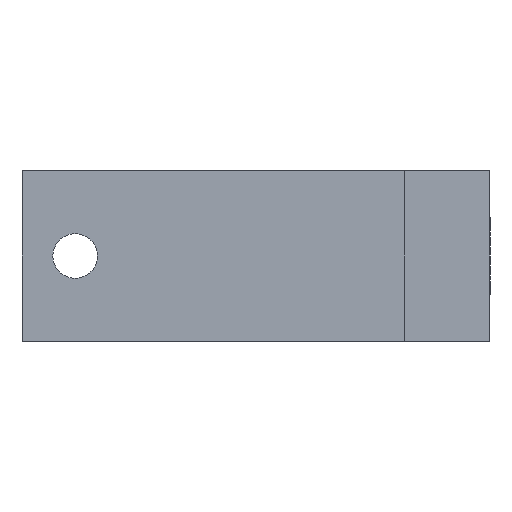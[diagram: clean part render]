
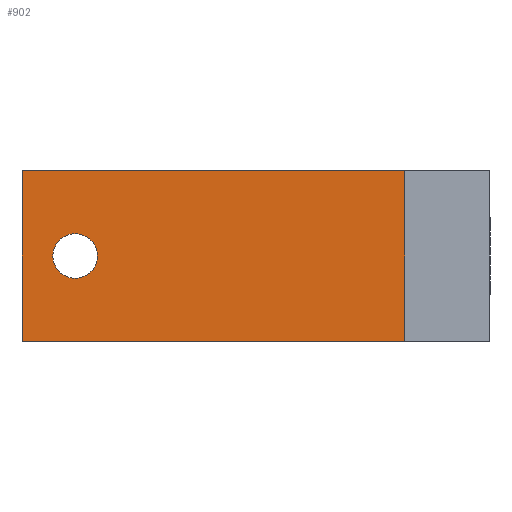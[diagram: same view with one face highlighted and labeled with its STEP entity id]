
A CAD part, front view. The second image highlights one B-rep face of the part: STEP entity #902.
In plain terms, the highlighted planar face has unit normal (0, -1, 0).
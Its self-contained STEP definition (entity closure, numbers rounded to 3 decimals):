
#33=CARTESIAN_POINT('',(-27.0,24.0,0.0));
#34=DIRECTION('',(0.0,0.0,1.0));
#35=DIRECTION('',(1.0,0.0,-0.0));
#36=AXIS2_PLACEMENT_3D('',#33,#34,#35);
#37=PLANE('',#36);
#41=(GEOMETRIC_REPRESENTATION_CONTEXT(2)PARAMETRIC_REPRESENTATION_CONTEXT()REPRESENTATION_CONTEXT('',''));
#82=CARTESIAN_POINT('',(-27.0,24.0,16.0));
#83=DIRECTION('',(0.0,0.0,1.0));
#84=DIRECTION('',(1.0,0.0,-0.0));
#85=AXIS2_PLACEMENT_3D('',#82,#83,#84);
#86=PLANE('',#85);
#104=CARTESIAN_POINT('',(-8.0,11.5,16.0));
#105=DIRECTION('',(1.0,0.0,0.0));
#106=DIRECTION('',(0.0,0.0,-1.0));
#107=AXIS2_PLACEMENT_3D('',#104,#105,#106);
#108=PLANE('',#107);
#130=CARTESIAN_POINT('',(-8.0,11.5,0.0));
#131=VERTEX_POINT('',#130);
#149=CARTESIAN_POINT('',(-44.0,11.5,0.0));
#150=VERTEX_POINT('',#149);
#151=CARTESIAN_POINT('',(-44.0,11.5,16.0));
#152=DIRECTION('',(0.0,1.0,0.0));
#153=DIRECTION('',(0.0,-0.0,1.0));
#154=AXIS2_PLACEMENT_3D('',#151,#152,#153);
#155=PLANE('',#154);
#156=CARTESIAN_POINT('',(-17.0,-12.5));
#157=CARTESIAN_POINT('',(19.0,-12.5));
#158=B_SPLINE_CURVE_WITH_KNOTS('',1,(#156,#157),.UNSPECIFIED.,.F.,.F.,(2,2),(0.0,0.036),.UNSPECIFIED.);
#159=DEFINITIONAL_REPRESENTATION('',(#158),#41);
#160=PCURVE('',#37,#159);
#161=CARTESIAN_POINT('',(-16.0,0.0));
#162=CARTESIAN_POINT('',(-16.0,36.0));
#163=B_SPLINE_CURVE_WITH_KNOTS('',1,(#161,#162),.UNSPECIFIED.,.F.,.F.,(2,2),(0.0,0.036),.UNSPECIFIED.);
#164=DEFINITIONAL_REPRESENTATION('',(#163),#41);
#165=PCURVE('',#155,#164);
#166=CARTESIAN_POINT('',(-44.0,11.5,0.0));
#167=DIRECTION('',(1.0,0.0,-0.0));
#168=VECTOR('',#167,36.0);
#169=LINE('',#166,#168);
#170=INTERSECTION_CURVE('',#169,(#160,#165),.PCURVE_S1.);
#171=EDGE_CURVE('',#150,#131,#170,.T.);
#175=CARTESIAN_POINT('',(-44.0,23.25,16.0));
#176=DIRECTION('',(1.0,0.0,0.0));
#177=DIRECTION('',(0.0,0.0,-1.0));
#178=AXIS2_PLACEMENT_3D('',#175,#176,#177);
#179=PLANE('',#178);
#550=CARTESIAN_POINT('',(-8.0,11.5,16.0));
#551=VERTEX_POINT('',#550);
#712=CARTESIAN_POINT('',(-44.0,11.5,16.0));
#713=VERTEX_POINT('',#712);
#731=CARTESIAN_POINT('',(-17.0,-12.5));
#732=CARTESIAN_POINT('',(19.0,-12.5));
#733=B_SPLINE_CURVE_WITH_KNOTS('',1,(#731,#732),.UNSPECIFIED.,.F.,.F.,(2,2),(0.0,0.036),.UNSPECIFIED.);
#734=DEFINITIONAL_REPRESENTATION('',(#733),#41);
#735=PCURVE('',#86,#734);
#736=CARTESIAN_POINT('',(0.0,0.0));
#737=CARTESIAN_POINT('',(0.0,36.0));
#738=B_SPLINE_CURVE_WITH_KNOTS('',1,(#736,#737),.UNSPECIFIED.,.F.,.F.,(2,2),(0.0,0.036),.UNSPECIFIED.);
#739=DEFINITIONAL_REPRESENTATION('',(#738),#41);
#740=PCURVE('',#155,#739);
#741=CARTESIAN_POINT('',(-44.0,11.5,16.0));
#742=DIRECTION('',(1.0,0.0,-0.0));
#743=VECTOR('',#742,36.0);
#744=LINE('',#741,#743);
#745=INTERSECTION_CURVE('',#744,(#735,#740),.PCURVE_S1.);
#746=EDGE_CURVE('',#713,#551,#745,.T.);
#754=CARTESIAN_POINT('',(0.0,0.0));
#755=CARTESIAN_POINT('',(16.0,0.0));
#756=B_SPLINE_CURVE_WITH_KNOTS('',1,(#754,#755),.UNSPECIFIED.,.F.,.F.,(2,2),(0.0,0.016),.UNSPECIFIED.);
#757=DEFINITIONAL_REPRESENTATION('',(#756),#41);
#758=PCURVE('',#108,#757);
#759=CARTESIAN_POINT('',(0.0,36.0));
#760=CARTESIAN_POINT('',(-16.0,36.0));
#761=B_SPLINE_CURVE_WITH_KNOTS('',1,(#759,#760),.UNSPECIFIED.,.F.,.F.,(2,2),(0.0,0.016),.UNSPECIFIED.);
#762=DEFINITIONAL_REPRESENTATION('',(#761),#41);
#763=PCURVE('',#155,#762);
#764=CARTESIAN_POINT('',(-8.0,11.5,16.0));
#765=DIRECTION('',(0.0,0.0,-1.0));
#766=VECTOR('',#765,16.0);
#767=LINE('',#764,#766);
#768=INTERSECTION_CURVE('',#767,(#758,#763),.PCURVE_S1.);
#769=EDGE_CURVE('',#551,#131,#768,.T.);
#822=ORIENTED_EDGE('',*,*,#171,.T.);
#823=ORIENTED_EDGE('',*,*,#769,.F.);
#824=ORIENTED_EDGE('',*,*,#746,.F.);
#825=CARTESIAN_POINT('',(0.0,0.0));
#826=CARTESIAN_POINT('',(-16.0,0.0));
#827=B_SPLINE_CURVE_WITH_KNOTS('',1,(#825,#826),.UNSPECIFIED.,.F.,.F.,(2,2),(0.0,0.016),.UNSPECIFIED.);
#828=DEFINITIONAL_REPRESENTATION('',(#827),#41);
#829=PCURVE('',#155,#828);
#830=CARTESIAN_POINT('',(0.0,-11.75));
#831=CARTESIAN_POINT('',(16.0,-11.75));
#832=B_SPLINE_CURVE_WITH_KNOTS('',1,(#830,#831),.UNSPECIFIED.,.F.,.F.,(2,2),(0.0,0.016),.UNSPECIFIED.);
#833=DEFINITIONAL_REPRESENTATION('',(#832),#41);
#834=PCURVE('',#179,#833);
#835=CARTESIAN_POINT('',(-44.0,11.5,16.0));
#836=DIRECTION('',(0.0,0.0,-1.0));
#837=VECTOR('',#836,16.0);
#838=LINE('',#835,#837);
#839=INTERSECTION_CURVE('',#838,(#829,#834),.PCURVE_S1.);
#840=EDGE_CURVE('',#713,#150,#839,.T.);
#841=ORIENTED_EDGE('',*,*,#840,.T.);
#842=EDGE_LOOP('',(#822,#823,#824,#841));
#843=FACE_BOUND('',#842,.T.);
#844=CARTESIAN_POINT('',(-39.0,11.5,10.1));
#845=VERTEX_POINT('',#844);
#846=CARTESIAN_POINT('',(-39.0,11.5,5.9));
#847=VERTEX_POINT('',#846);
#848=CARTESIAN_POINT('',(-39.0,23.25,8.0));
#849=DIRECTION('',(0.0,1.0,0.0));
#850=DIRECTION('',(0.0,-0.0,1.0));
#851=AXIS2_PLACEMENT_3D('',#848,#849,#850);
#852=CYLINDRICAL_SURFACE('',#851,2.1);
#853=CARTESIAN_POINT('',(-5.9,5.0));
#854=CARTESIAN_POINT('',(-5.9,7.1));
#855=CARTESIAN_POINT('',(-8.0,7.1));
#856=CARTESIAN_POINT('',(-10.1,7.1));
#857=CARTESIAN_POINT('',(-10.1,5.0));
#858=(BOUNDED_CURVE()
B_SPLINE_CURVE(2,(#853,#854,#855,#856,#857),.UNSPECIFIED.,.F.,.F.)
B_SPLINE_CURVE_WITH_KNOTS((3,2,3),(0.0,1.571,3.142),.UNSPECIFIED.)
CURVE()
GEOMETRIC_REPRESENTATION_ITEM()
RATIONAL_B_SPLINE_CURVE((1.0,0.707,1.0,0.707,1.0))
REPRESENTATION_ITEM(''));
#859=DEFINITIONAL_REPRESENTATION('',(#858),#41);
#860=PCURVE('',#155,#859);
#861=CARTESIAN_POINT('',(0.0,-11.75));
#862=CARTESIAN_POINT('',(180.0,-11.75));
#863=B_SPLINE_CURVE_WITH_KNOTS('',1,(#861,#862),.UNSPECIFIED.,.F.,.F.,(2,2),(0.0,3.142),.UNSPECIFIED.);
#864=DEFINITIONAL_REPRESENTATION('',(#863),#41);
#865=PCURVE('',#852,#864);
#866=CARTESIAN_POINT('',(-39.0,11.5,8.0));
#867=DIRECTION('',(0.0,1.0,0.0));
#868=DIRECTION('',(0.0,-0.0,1.0));
#869=AXIS2_PLACEMENT_3D('',#866,#867,#868);
#870=CIRCLE('',#869,2.1);
#871=INTERSECTION_CURVE('',#870,(#860,#865),.PCURVE_S1.);
#872=EDGE_CURVE('',#845,#847,#871,.T.);
#873=ORIENTED_EDGE('',*,*,#872,.T.);
#874=CARTESIAN_POINT('',(-39.0,23.25,8.0));
#875=DIRECTION('',(0.0,1.0,0.0));
#876=DIRECTION('',(0.0,-0.0,1.0));
#877=AXIS2_PLACEMENT_3D('',#874,#875,#876);
#878=CYLINDRICAL_SURFACE('',#877,2.1);
#879=CARTESIAN_POINT('',(-10.1,5.0));
#880=CARTESIAN_POINT('',(-10.1,2.9));
#881=CARTESIAN_POINT('',(-8.0,2.9));
#882=CARTESIAN_POINT('',(-5.9,2.9));
#883=CARTESIAN_POINT('',(-5.9,5.0));
#884=(BOUNDED_CURVE()
B_SPLINE_CURVE(2,(#879,#880,#881,#882,#883),.UNSPECIFIED.,.F.,.F.)
B_SPLINE_CURVE_WITH_KNOTS((3,2,3),(3.142,4.712,6.283),.UNSPECIFIED.)
CURVE()
GEOMETRIC_REPRESENTATION_ITEM()
RATIONAL_B_SPLINE_CURVE((1.0,0.707,1.0,0.707,1.0))
REPRESENTATION_ITEM(''));
#885=DEFINITIONAL_REPRESENTATION('',(#884),#41);
#886=PCURVE('',#155,#885);
#887=CARTESIAN_POINT('',(180.0,-11.75));
#888=CARTESIAN_POINT('',(360.0,-11.75));
#889=B_SPLINE_CURVE_WITH_KNOTS('',1,(#887,#888),.UNSPECIFIED.,.F.,.F.,(2,2),(3.142,6.283),.UNSPECIFIED.);
#890=DEFINITIONAL_REPRESENTATION('',(#889),#41);
#891=PCURVE('',#878,#890);
#892=CARTESIAN_POINT('',(-39.0,11.5,8.0));
#893=DIRECTION('',(0.0,1.0,0.0));
#894=DIRECTION('',(0.0,-0.0,1.0));
#895=AXIS2_PLACEMENT_3D('',#892,#893,#894);
#896=CIRCLE('',#895,2.1);
#897=INTERSECTION_CURVE('',#896,(#886,#891),.PCURVE_S1.);
#898=EDGE_CURVE('',#847,#845,#897,.T.);
#899=ORIENTED_EDGE('',*,*,#898,.T.);
#900=EDGE_LOOP('',(#873,#899));
#901=FACE_BOUND('',#900,.T.);
#902=ADVANCED_FACE('',(#843,#901),#155,.F.);
